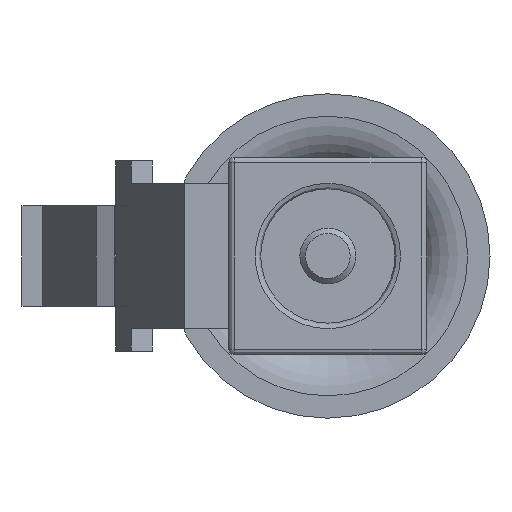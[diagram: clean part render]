
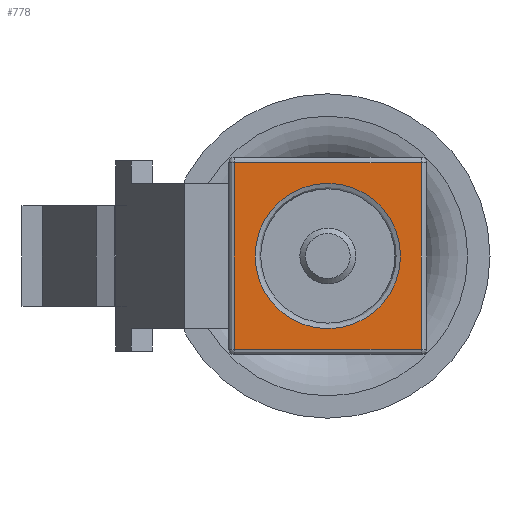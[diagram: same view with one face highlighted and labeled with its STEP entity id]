
A CAD part, left-side view. The second image highlights one B-rep face of the part: STEP entity #778.
In plain terms, the highlighted face is planar.
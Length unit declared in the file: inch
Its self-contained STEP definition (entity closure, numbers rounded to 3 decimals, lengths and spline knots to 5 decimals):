
#53 = CARTESIAN_POINT ( 'NONE',  ( -0.0835, 0., 0.0835 ) ) ;
#57 = CARTESIAN_POINT ( 'NONE',  ( -0.0885, 0., 0.0835 ) ) ;
#134 = DIRECTION ( 'NONE',  ( 0., -1., 0. ) ) ;
#166 = AXIS2_PLACEMENT_3D ( 'NONE', #1230, #223, #1389 ) ;
#215 = CARTESIAN_POINT ( 'NONE',  ( 0.0835, 0., 0.0885 ) ) ;
#223 = DIRECTION ( 'NONE',  ( 0., 1., 0. ) ) ;
#318 = VERTEX_POINT ( 'NONE', #605 ) ;
#345 = VECTOR ( 'NONE', #1737, 39.37008 ) ;
#387 = LINE ( 'NONE', #215, #345 ) ;
#512 = CARTESIAN_POINT ( 'NONE',  ( -0.0835, 0., -0.0835 ) ) ;
#565 = VERTEX_POINT ( 'NONE', #512 ) ;
#605 = CARTESIAN_POINT ( 'NONE',  ( 0., 0., -0.065 ) ) ;
#650 = CARTESIAN_POINT ( 'NONE',  ( 0.0885, 0., 0.0885 ) ) ;
#653 = VERTEX_POINT ( 'NONE', #53 ) ;
#740 = CARTESIAN_POINT ( 'NONE',  ( 0.0835, 0., 0.0835 ) ) ;
#778 = ADVANCED_FACE ( 'Face3', ( #1980, #1567 ), #1663, .T. ) ;
#788 = CARTESIAN_POINT ( 'NONE',  ( 0.0835, 0., -0.0835 ) ) ;
#829 = AXIS2_PLACEMENT_3D ( 'NONE', #650, #134, #2165 ) ;
#899 = ORIENTED_EDGE ( 'NONE', *, *, #1482, .T. ) ;
#946 = CARTESIAN_POINT ( 'NONE',  ( -0.0835, 0., -0.0885 ) ) ;
#1034 = CIRCLE ( 'NONE', #166, 0.065 ) ;
#1041 = ORIENTED_EDGE ( 'NONE', *, *, #1349, .T. ) ;
#1071 = DIRECTION ( 'NONE',  ( -1., 0., 0. ) ) ;
#1109 = LINE ( 'NONE', #946, #1381 ) ;
#1230 = CARTESIAN_POINT ( 'NONE',  ( 0., 0., 0. ) ) ;
#1259 = VERTEX_POINT ( 'NONE', #788 ) ;
#1335 = CARTESIAN_POINT ( 'NONE',  ( 0.0885, 0., -0.0835 ) ) ;
#1349 = EDGE_CURVE ( 'NONE', #1832, #653, #2044, .T. ) ;
#1374 = ORIENTED_EDGE ( 'NONE', *, *, #1792, .T. ) ;
#1381 = VECTOR ( 'NONE', #1426, 39.37008 ) ;
#1389 = DIRECTION ( 'NONE',  ( 0., 0., -1. ) ) ;
#1426 = DIRECTION ( 'NONE',  ( 0., 0., -1. ) ) ;
#1482 = EDGE_CURVE ( 'NONE', #653, #565, #1109, .T. ) ;
#1502 = DIRECTION ( 'NONE',  ( 1., 0., 0. ) ) ;
#1522 = VECTOR ( 'NONE', #1502, 39.37008 ) ;
#1564 = LINE ( 'NONE', #1335, #1522 ) ;
#1567 = FACE_BOUND ( 'NONE', #1766, .T. ) ;
#1663 = PLANE ( 'NONE',  #829 ) ;
#1719 = EDGE_LOOP ( 'NONE', ( #899, #2137, #1374, #1041 ) ) ;
#1737 = DIRECTION ( 'NONE',  ( 0., 0., 1. ) ) ;
#1766 = EDGE_LOOP ( 'NONE', ( #1955 ) ) ;
#1792 = EDGE_CURVE ( 'NONE', #1259, #1832, #387, .T. ) ;
#1832 = VERTEX_POINT ( 'NONE', #740 ) ;
#1955 = ORIENTED_EDGE ( 'NONE', *, *, #2109, .T. ) ;
#1980 = FACE_OUTER_BOUND ( 'NONE', #1719, .T. ) ;
#2044 = LINE ( 'NONE', #57, #2098 ) ;
#2053 = EDGE_CURVE ( 'NONE', #565, #1259, #1564, .T. ) ;
#2098 = VECTOR ( 'NONE', #1071, 39.37008 ) ;
#2109 = EDGE_CURVE ( 'NONE', #318, #318, #1034, .T. ) ;
#2137 = ORIENTED_EDGE ( 'NONE', *, *, #2053, .T. ) ;
#2165 = DIRECTION ( 'NONE',  ( 0., 0., -1. ) ) ;
